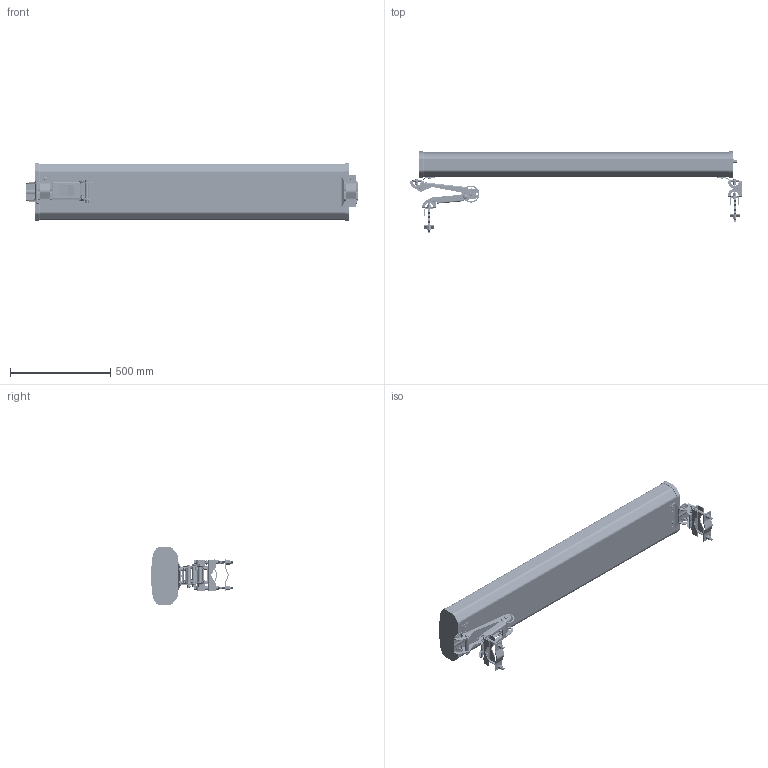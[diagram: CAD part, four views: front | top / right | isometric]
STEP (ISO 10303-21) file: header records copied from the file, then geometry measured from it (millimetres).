
FILE_DESCRIPTION (( 'STEP AP214' ), '1' );
FILE_NAME ('HG72714P-090.STEP', '2013-03-06T14:33:47', ( 'x' ), ( '' ), 'SwSTEP 2.0', 'SolidWorks 2012', '' );
FILE_SCHEMA (( 'AUTOMOTIVE_DESIGN' ));
Length unit declared in the file: inch
Products named in the file (11): M8-1.25x20mm; HG72714P-090_Bracket_A-body; HG72714P-090_M8HexBoltW2N; HG72714P-090_BracketBolt2; HG72714P-090_BracketBolt1; HG72714P-090_Bracket4; HG72714P-090_Bracket3; HG72714P_Bracket1; HG72714P-090_Bracket2; HG72714P-090_ANTENNA; HG72714P-090
Assembly tree (29 placements, depth 2):
  HG72714P-090
    HG72714P-090_ANTENNA
    HG72714P-090_Bracket2
    HG72714P_Bracket1
    HG72714P-090_Bracket3  x4
    HG72714P-090_Bracket4  x2
    HG72714P-090_BracketBolt1  x4
    HG72714P-090_BracketBolt2  x2
    HG72714P-090_M8HexBoltW2N  x4
    HG72714P-090_Bracket_A-body  x2
    M8-1.25x20mm  x8
Bounding box: 1659.77 x 408.94 x 288.93 mm (x, y, z)
Volume: 53020434.1 mm3; surface area: 1729689.4 mm2
Topology: 39 solids, 39 shells, 5621 faces, 12361 edges, 6927 vertices
Faces by surface type: cone 3890, plane 928, cylinder 545, torus 254, sphere 4
Entity records: 86447 total; most frequent: CARTESIAN_POINT 15650, DIRECTION 11267, ORIENTED_EDGE 10088, EDGE_CURVE 5044, AXIS2_PLACEMENT_3D 4471, VERTEX_POINT 2894, EDGE_LOOP 2352, LINE 2325
